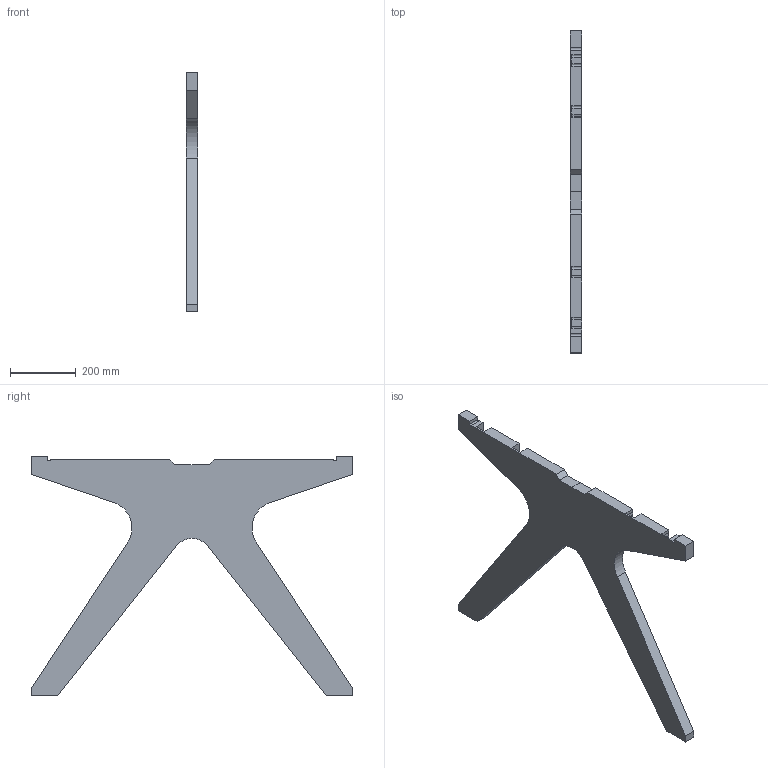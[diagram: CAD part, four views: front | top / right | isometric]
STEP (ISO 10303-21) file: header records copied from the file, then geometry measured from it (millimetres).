
FILE_DESCRIPTION(('CATIA V5 STEP Exchange'),'2;1');
FILE_NAME('TeamDesk_1.6_Pied35.stp','2018-11-01T13:43:59+00:00',('none'),('none'),'CATIA Version 5 Release 20 GA (IN-10)','CATIA V5 STEP AP203','none');
FILE_SCHEMA(('CONFIG_CONTROL_DESIGN'));
Length unit declared in the file: millimetre
Products named in the file (1): TeamDesk_1.6_Pied35
Bounding box: 35 x 980 x 731 mm (x, y, z)
Volume: 9181407.2 mm3; surface area: 724105.2 mm2
Topology: 1 solids, 1 shells, 81 faces, 234 edges, 156 vertices
Faces by surface type: plane 59, cylinder 22
Entity records: 2570 total; most frequent: ORIENTED_EDGE 468, CARTESIAN_POINT 456, DIRECTION 364, EDGE_CURVE 234, VECTOR 188, LINE 188, VERTEX_POINT 156, AXIS2_PLACEMENT_3D 112
